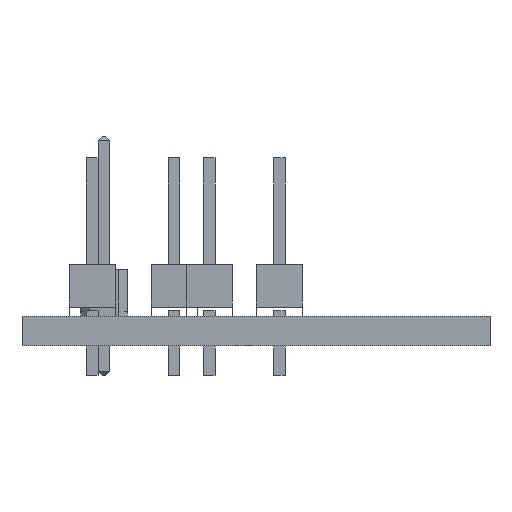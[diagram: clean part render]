
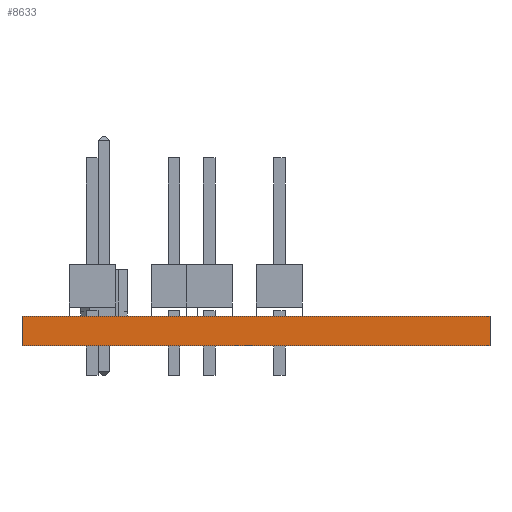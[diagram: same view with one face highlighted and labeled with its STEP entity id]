
A CAD part, front view. The second image highlights one B-rep face of the part: STEP entity #8633.
In plain terms, the highlighted planar face has unit normal (0, -1, 0).
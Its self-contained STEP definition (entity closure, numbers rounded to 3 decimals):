
#1017 = DIRECTION ( 'NONE',  ( 0., 0., 1. ) ) ;
#1903 = CARTESIAN_POINT ( 'NONE',  ( 25.4, 0., 1.6 ) ) ;
#2179 = ORIENTED_EDGE ( 'NONE', *, *, #10932, .T. ) ;
#2343 = ORIENTED_EDGE ( 'NONE', *, *, #8624, .F. ) ;
#2396 = CARTESIAN_POINT ( 'NONE',  ( 0., 0., 1.6 ) ) ;
#2470 = AXIS2_PLACEMENT_3D ( 'NONE', #15759, #8914, #1017 ) ;
#2665 = DIRECTION ( 'NONE',  ( 1., 0., 0. ) ) ;
#2703 = LINE ( 'NONE', #2396, #7905 ) ;
#2946 = CARTESIAN_POINT ( 'NONE',  ( 25.4, 0., 1.6 ) ) ;
#3142 = VERTEX_POINT ( 'NONE', #2946 ) ;
#4591 = CARTESIAN_POINT ( 'NONE',  ( 0., 0., 1.6 ) ) ;
#5802 = VERTEX_POINT ( 'NONE', #6751 ) ;
#6751 = CARTESIAN_POINT ( 'NONE',  ( 0., 0., 1.6 ) ) ;
#6906 = CARTESIAN_POINT ( 'NONE',  ( 0., 0., 0. ) ) ;
#7395 = VERTEX_POINT ( 'NONE', #13733 ) ;
#7640 = DIRECTION ( 'NONE',  ( 1., 0., 0. ) ) ;
#7905 = VECTOR ( 'NONE', #7640, 1000. ) ;
#8624 = EDGE_CURVE ( 'NONE', #5802, #3142, #2703, .T. ) ;
#8633 = ADVANCED_FACE ( 'NONE', ( #9551 ), #16833, .F. ) ;
#8789 = VECTOR ( 'NONE', #11220, 1000. ) ;
#8914 = DIRECTION ( 'NONE',  ( 0., 1., 0. ) ) ;
#9551 = FACE_OUTER_BOUND ( 'NONE', #13265, .T. ) ;
#10083 = ORIENTED_EDGE ( 'NONE', *, *, #16374, .T. ) ;
#10827 = EDGE_CURVE ( 'NONE', #3142, #7395, #14799, .T. ) ;
#10932 = EDGE_CURVE ( 'NONE', #11912, #7395, #13153, .T. ) ;
#11220 = DIRECTION ( 'NONE',  ( 0., 0., -1. ) ) ;
#11308 = CARTESIAN_POINT ( 'NONE',  ( 0., 0., 0. ) ) ;
#11784 = LINE ( 'NONE', #4591, #15277 ) ;
#11912 = VERTEX_POINT ( 'NONE', #6906 ) ;
#13153 = LINE ( 'NONE', #11308, #15629 ) ;
#13265 = EDGE_LOOP ( 'NONE', ( #2179, #14274, #2343, #10083 ) ) ;
#13733 = CARTESIAN_POINT ( 'NONE',  ( 25.4, 0., 0. ) ) ;
#14274 = ORIENTED_EDGE ( 'NONE', *, *, #10827, .F. ) ;
#14799 = LINE ( 'NONE', #1903, #8789 ) ;
#15277 = VECTOR ( 'NONE', #16602, 1000. ) ;
#15629 = VECTOR ( 'NONE', #2665, 1000. ) ;
#15759 = CARTESIAN_POINT ( 'NONE',  ( 0., 0., 1.6 ) ) ;
#16374 = EDGE_CURVE ( 'NONE', #5802, #11912, #11784, .T. ) ;
#16602 = DIRECTION ( 'NONE',  ( 0., 0., -1. ) ) ;
#16833 = PLANE ( 'NONE',  #2470 ) ;
